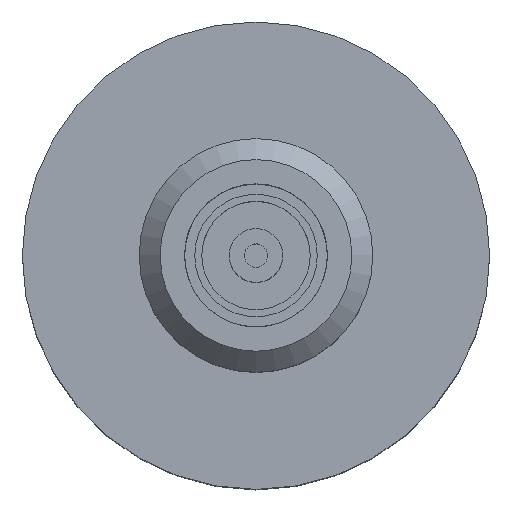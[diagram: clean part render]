
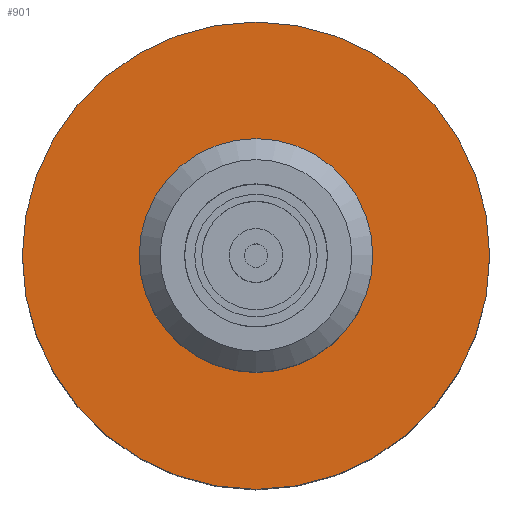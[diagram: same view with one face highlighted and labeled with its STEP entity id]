
A CAD part, top view. The second image highlights one B-rep face of the part: STEP entity #901.
In plain terms, the highlighted planar face has unit normal (0, 0, 1).
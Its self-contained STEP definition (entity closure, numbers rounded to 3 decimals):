
#38=FACE_BOUND('',#178,.T.);
#59=PLANE('',#1067);
#110=FACE_OUTER_BOUND('',#177,.T.);
#177=EDGE_LOOP('',(#770,#771));
#178=EDGE_LOOP('',(#772,#773));
#321=CIRCLE('',#1057,12.7);
#322=CIRCLE('',#1058,12.7);
#324=CIRCLE('',#1061,6.35);
#325=CIRCLE('',#1062,6.35);
#413=VERTEX_POINT('',#1629);
#414=VERTEX_POINT('',#1631);
#415=VERTEX_POINT('',#1636);
#416=VERTEX_POINT('',#1638);
#530=EDGE_CURVE('',#414,#413,#321,.T.);
#531=EDGE_CURVE('',#413,#414,#322,.T.);
#534=EDGE_CURVE('',#415,#416,#324,.T.);
#535=EDGE_CURVE('',#416,#415,#325,.T.);
#770=ORIENTED_EDGE('',*,*,#530,.T.);
#771=ORIENTED_EDGE('',*,*,#531,.T.);
#772=ORIENTED_EDGE('',*,*,#535,.F.);
#773=ORIENTED_EDGE('',*,*,#534,.F.);
#901=ADVANCED_FACE('',(#110,#38),#59,.T.);
#1057=AXIS2_PLACEMENT_3D('',#1632,#1360,#1361);
#1058=AXIS2_PLACEMENT_3D('',#1633,#1362,#1363);
#1061=AXIS2_PLACEMENT_3D('',#1639,#1369,#1370);
#1062=AXIS2_PLACEMENT_3D('',#1640,#1371,#1372);
#1067=AXIS2_PLACEMENT_3D('',#1648,#1382,#1383);
#1360=DIRECTION('center_axis',(0.,0.,1.));
#1361=DIRECTION('ref_axis',(1.,0.,0.));
#1362=DIRECTION('center_axis',(0.,0.,1.));
#1363=DIRECTION('ref_axis',(1.,0.,0.));
#1369=DIRECTION('center_axis',(0.,0.,1.));
#1370=DIRECTION('ref_axis',(1.,0.,0.));
#1371=DIRECTION('center_axis',(0.,0.,1.));
#1372=DIRECTION('ref_axis',(1.,0.,0.));
#1382=DIRECTION('center_axis',(0.,0.,1.));
#1383=DIRECTION('ref_axis',(1.,0.,0.));
#1629=CARTESIAN_POINT('',(12.7,0.,18.263));
#1631=CARTESIAN_POINT('',(-12.7,0.,18.263));
#1632=CARTESIAN_POINT('Origin',(0.,0.,18.263));
#1633=CARTESIAN_POINT('Origin',(0.,0.,18.263));
#1636=CARTESIAN_POINT('',(-6.35,0.,18.263));
#1638=CARTESIAN_POINT('',(6.35,0.,18.263));
#1639=CARTESIAN_POINT('Origin',(0.,0.,
18.263));
#1640=CARTESIAN_POINT('Origin',(0.,0.,
18.263));
#1648=CARTESIAN_POINT('Origin',(0.,0.,
18.263));
